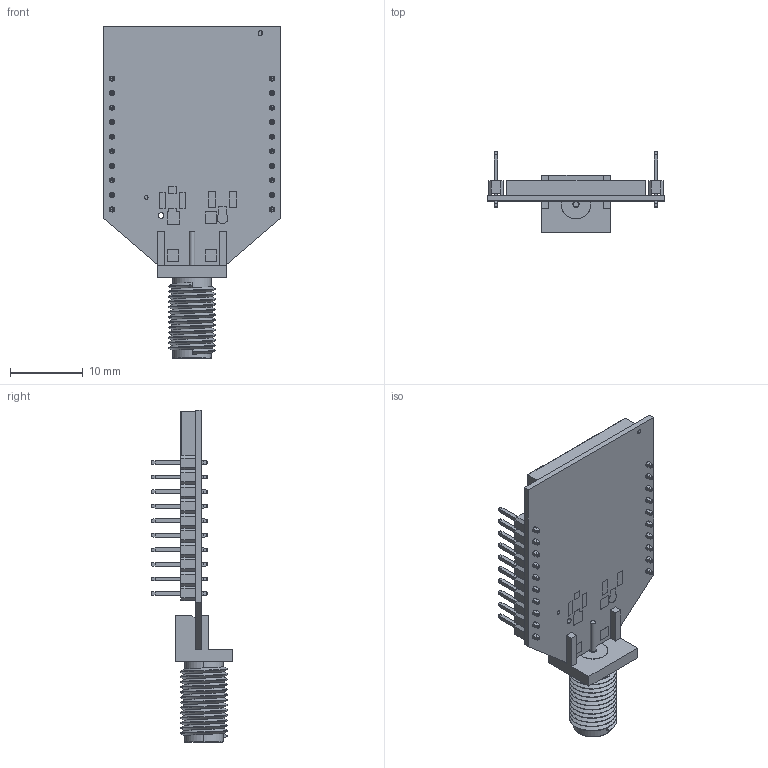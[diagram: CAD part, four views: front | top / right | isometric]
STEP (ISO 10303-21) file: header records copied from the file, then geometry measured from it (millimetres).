
FILE_DESCRIPTION(( 'SolidWorks IGES file using analytic representation for surfaces'), '2;1');
FILE_NAME('Open CASCADE Shape Model','2022-10-26T20:24:12',('jroberts'), (''),'Open CASCADE STEP processor 7.6','XBProRPSMA.SLDASM','Unknown');
FILE_SCHEMA(('AUTOMOTIVE_DESIGN_CC2 { 1 2 10303 214 -1 1 5 4 }'));
Length unit declared in the file: millimetre
Products named in the file (27): XBProRPSMA.IGS; XBP24_board; 2mmHeaderPin_straight; XBPro_shield; RPSMA_XBee
Assembly tree (23 placements, depth 2):
  XBProRPSMA.IGS
    XBP24_board
  XBProRPSMA.IGS
    2mmHeaderPin_straight
  XBProRPSMA.IGS
    2mmHeaderPin_straight
  XBProRPSMA.IGS
    2mmHeaderPin_straight
  XBProRPSMA.IGS
    2mmHeaderPin_straight
Bounding box: 24.38 x 11.21 x 45.64 mm (x, y, z)
Surface area: 4405.3 mm2 (no closed solid volume)
Topology: 0 solids, 1189 shells, 1189 faces, 9404 edges, 9404 vertices
Faces by surface type: bspline 786, revolution 403
Entity records: 41050 total; most frequent: CARTESIAN_POINT 18394, ORIENTED_EDGE 3780, EDGE_CURVE 3780, VERTEX_POINT 3780, B_SPLINE_CURVE_WITH_KNOTS 2640, DIRECTION 1512, LINE 1011, VECTOR 1011
